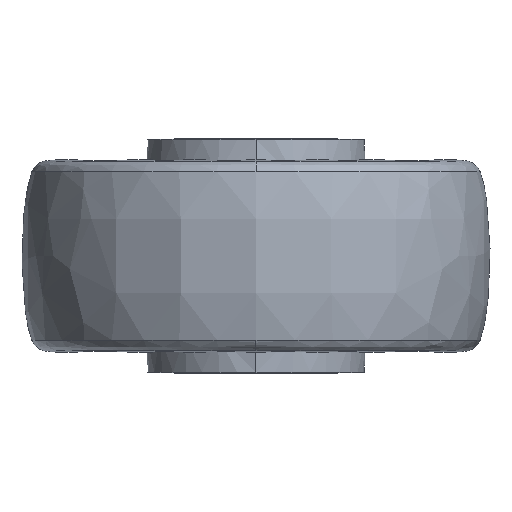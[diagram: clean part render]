
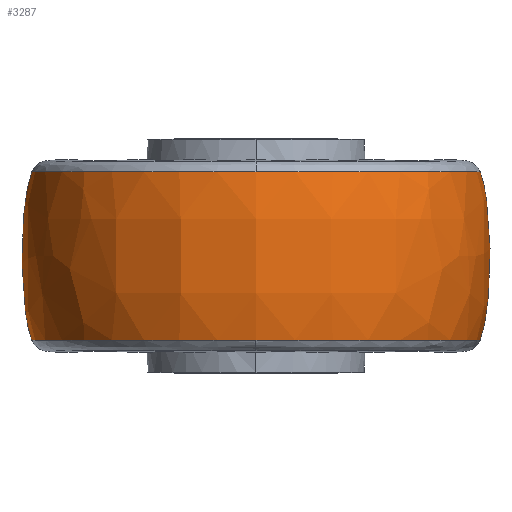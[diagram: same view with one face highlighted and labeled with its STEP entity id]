
A CAD part, left-side view. The second image highlights one B-rep face of the part: STEP entity #3287.
In plain terms, the highlighted free-form (B-spline) face has degree [3, 3] with [4, 4] control points.
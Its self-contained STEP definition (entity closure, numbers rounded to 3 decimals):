
#30 = VERTEX_POINT ( 'NONE', #746 ) ;
#70 =( BOUNDED_CURVE ( )  B_SPLINE_CURVE ( 3, ( #80, #2767, #2104, #2172 ),
 .UNSPECIFIED., .F., .F. ) 
 B_SPLINE_CURVE_WITH_KNOTS ( ( 4, 4 ),
 ( 0., 1. ),
 .UNSPECIFIED. ) 
 CURVE ( )  GEOMETRIC_REPRESENTATION_ITEM ( )  RATIONAL_B_SPLINE_CURVE ( ( 1., 0.626, 0.626, 1. ) ) 
 REPRESENTATION_ITEM ( '' )  );
#74 = VERTEX_POINT ( 'NONE', #511 ) ;
#80 = CARTESIAN_POINT ( 'NONE',  ( 2.412, -38.318, -14.374 ) ) ;
#238 = AXIS2_PLACEMENT_3D ( 'NONE', #2889, #3349, #930 ) ;
#336 = CARTESIAN_POINT ( 'NONE',  ( 2.412, 40.896, -7.653 ) ) ;
#345 = CARTESIAN_POINT ( 'NONE',  ( -35.905, 0., 14.374 ) ) ;
#511 = CARTESIAN_POINT ( 'NONE',  ( 2.412, 38.318, -14.374 ) ) ;
#551 =( BOUNDED_CURVE ( )  B_SPLINE_CURVE ( 3, ( #2234, #891, #336, #605 ),
 .UNSPECIFIED., .F., .T. ) 
 B_SPLINE_CURVE_WITH_KNOTS ( ( 4, 4 ),
 ( 0., 1. ),
 .UNSPECIFIED. ) 
 CURVE ( )  GEOMETRIC_REPRESENTATION_ITEM ( )  RATIONAL_B_SPLINE_CURVE ( ( 1., 0.626, 0.626, 1. ) ) 
 REPRESENTATION_ITEM ( '' )  );
#595 = CIRCLE ( 'NONE', #1282, 38.318 ) ;
#605 = CARTESIAN_POINT ( 'NONE',  ( 2.412, 38.318, -14.374 ) ) ;
#624 = CARTESIAN_POINT ( 'NONE',  ( 2.412, -38.318, 14.374 ) ) ;
#710 = ORIENTED_EDGE ( 'NONE', *, *, #2660, .T. ) ;
#746 = CARTESIAN_POINT ( 'NONE',  ( 2.412, -38.318, -14.374 ) ) ;
#750 = AXIS2_PLACEMENT_3D ( 'NONE', #3350, #1497, #3104 ) ;
#821 = CARTESIAN_POINT ( 'NONE',  ( 2.412, 0., 14.374 ) ) ;
#891 = CARTESIAN_POINT ( 'NONE',  ( 2.412, 40.896, 7.653 ) ) ;
#930 = DIRECTION ( 'NONE',  ( 1., 0., 0. ) ) ;
#1007 = CARTESIAN_POINT ( 'NONE',  ( -74.223, 38.318, 14.374 ) ) ;
#1050 = EDGE_LOOP ( 'NONE', ( #710, #1822, #3418, #2441, #3013, #2806 ) ) ;
#1095 = CIRCLE ( 'NONE', #750, 38.318 ) ;
#1125 = EDGE_CURVE ( 'NONE', #3318, #74, #551, .T. ) ;
#1191 = CARTESIAN_POINT ( 'NONE',  ( 2.412, -38.318, -14.374 ) ) ;
#1252 = EDGE_CURVE ( 'NONE', #30, #2223, #1095, .T. ) ;
#1282 = AXIS2_PLACEMENT_3D ( 'NONE', #3308, #3027, #1703 ) ;
#1364 = CARTESIAN_POINT ( 'NONE',  ( -79.379, 40.896, -7.653 ) ) ;
#1370 = CARTESIAN_POINT ( 'NONE',  ( 2.412, 38.318, -14.374 ) ) ;
#1434 = CARTESIAN_POINT ( 'NONE',  ( 2.412, 38.318, 14.374 ) ) ;
#1497 = DIRECTION ( 'NONE',  ( 0., 0., -1. ) ) ;
#1562 = CARTESIAN_POINT ( 'NONE',  ( -74.223, -38.318, -14.374 ) ) ;
#1613 = CARTESIAN_POINT ( 'NONE',  ( 2.412, 40.896, 7.653 ) ) ;
#1690 = CARTESIAN_POINT ( 'NONE',  ( -79.379, 40.896, 7.653 ) ) ;
#1699 = VERTEX_POINT ( 'NONE', #345 ) ;
#1703 = DIRECTION ( 'NONE',  ( -1., 0., 0. ) ) ;
#1786 = CARTESIAN_POINT ( 'NONE',  ( -79.379, -40.896, 7.653 ) ) ;
#1822 = ORIENTED_EDGE ( 'NONE', *, *, #2989, .F. ) ;
#1841 = DIRECTION ( 'NONE',  ( 0., 0., 1. ) ) ;
#1883 = CARTESIAN_POINT ( 'NONE',  ( 2.412, -40.896, -7.653 ) ) ;
#1900 = CARTESIAN_POINT ( 'NONE',  ( 2.412, 38.318, 14.374 ) ) ;
#1973 = CARTESIAN_POINT ( 'NONE',  ( -79.379, -40.896, -7.653 ) ) ;
#2052 = CARTESIAN_POINT ( 'NONE',  ( 2.412, -40.896, 7.653 ) ) ;
#2104 = CARTESIAN_POINT ( 'NONE',  ( 2.412, -40.896, 7.653 ) ) ;
#2140 = CIRCLE ( 'NONE', #238, 38.318 ) ;
#2172 = CARTESIAN_POINT ( 'NONE',  ( 2.412, -38.318, 14.374 ) ) ;
#2223 = VERTEX_POINT ( 'NONE', #3021 ) ;
#2234 = CARTESIAN_POINT ( 'NONE',  ( 2.412, 38.318, 14.374 ) ) ;
#2280 = CIRCLE ( 'NONE', #3203, 38.318 ) ;
#2343 = CARTESIAN_POINT ( 'NONE',  ( -74.223, -38.318, 14.374 ) ) ;
#2372 = CARTESIAN_POINT ( 'NONE',  ( -74.223, 38.318, -14.374 ) ) ;
#2393 = DIRECTION ( 'NONE',  ( 1., 0., 0. ) ) ;
#2441 = ORIENTED_EDGE ( 'NONE', *, *, #1125, .T. ) ;
#2660 = EDGE_CURVE ( 'NONE', #30, #3367, #70, .T. ) ;
#2767 = CARTESIAN_POINT ( 'NONE',  ( 2.412, -40.896, -7.653 ) ) ;
#2777 = CARTESIAN_POINT ( 'NONE',  ( 2.412, -38.318, 14.374 ) ) ;
#2806 = ORIENTED_EDGE ( 'NONE', *, *, #1252, .F. ) ;
#2889 = CARTESIAN_POINT ( 'NONE',  ( 2.412, 0., 14.374 ) ) ;
#2972 = CARTESIAN_POINT ( 'NONE',  ( 2.412, 40.896, -7.653 ) ) ;
#2989 = EDGE_CURVE ( 'NONE', #1699, #3367, #2140, .T. ) ;
#3013 = ORIENTED_EDGE ( 'NONE', *, *, #3072, .F. ) ;
#3021 = CARTESIAN_POINT ( 'NONE',  ( -35.905, 0., -14.374 ) ) ;
#3027 = DIRECTION ( 'NONE',  ( 0., 0., -1. ) ) ;
#3028 = FACE_OUTER_BOUND ( 'NONE', #1050, .T. ) ;
#3072 = EDGE_CURVE ( 'NONE', #2223, #74, #595, .T. ) ;
#3104 = DIRECTION ( 'NONE',  ( -1., 0., 0. ) ) ;
#3203 = AXIS2_PLACEMENT_3D ( 'NONE', #821, #1841, #2393 ) ;
#3287 = ADVANCED_FACE ( 'NONE', ( #3028 ), #3408, .F. ) ;
#3308 = CARTESIAN_POINT ( 'NONE',  ( 2.412, 0., -14.374 ) ) ;
#3318 = VERTEX_POINT ( 'NONE', #1900 ) ;
#3349 = DIRECTION ( 'NONE',  ( 0., 0., 1. ) ) ;
#3350 = CARTESIAN_POINT ( 'NONE',  ( 2.412, 0., -14.374 ) ) ;
#3367 = VERTEX_POINT ( 'NONE', #2777 ) ;
#3384 = EDGE_CURVE ( 'NONE', #3318, #1699, #2280, .T. ) ;
#3408 =( BOUNDED_SURFACE ( )  B_SPLINE_SURFACE ( 3, 3, ( 
 ( #1370, #2372, #1562, #1191 ),
 ( #2972, #1364, #1973, #1883 ),
 ( #1613, #1690, #1786, #2052 ),
 ( #1434, #1007, #2343, #624 ) ),
 .UNSPECIFIED., .F., .F., .F. ) 
 B_SPLINE_SURFACE_WITH_KNOTS ( ( 4, 4 ),
 ( 4, 4 ),
 ( 0., 1. ),
 ( 0., 1. ),
 .UNSPECIFIED. ) 
 GEOMETRIC_REPRESENTATION_ITEM ( )  RATIONAL_B_SPLINE_SURFACE ( (
 ( 1., 0.333, 0.333, 1.),
 ( 0.626, 0.209, 0.209, 0.626),
 ( 0.626, 0.209, 0.209, 0.626),
 ( 1., 0.333, 0.333, 1.) ) ) 
 REPRESENTATION_ITEM ( '' )  SURFACE ( )  );
#3418 = ORIENTED_EDGE ( 'NONE', *, *, #3384, .F. ) ;
